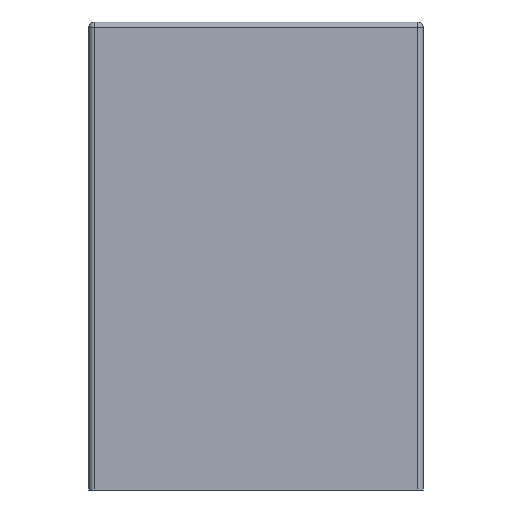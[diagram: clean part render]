
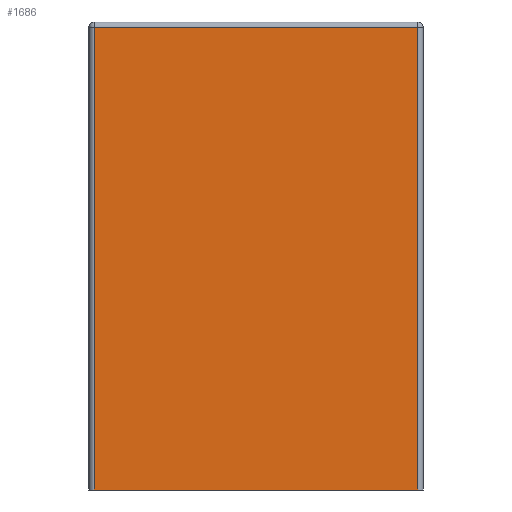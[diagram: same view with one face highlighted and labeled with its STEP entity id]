
A CAD part, left-side view. The second image highlights one B-rep face of the part: STEP entity #1686.
In plain terms, the highlighted planar face has unit normal (-1, 0, 0).
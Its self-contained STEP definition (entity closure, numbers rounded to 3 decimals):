
#46=DIRECTION('',(0.,-1.,0.));
#47=VECTOR('',#46,29.);
#48=CARTESIAN_POINT('',(-17.5,14.5,0.));
#49=LINE('',#48,#47);
#554=DIRECTION('',(0.,0.,1.));
#555=VECTOR('',#554,41.5);
#556=CARTESIAN_POINT('',(-17.5,14.5,0.));
#557=LINE('',#556,#555);
#558=DIRECTION('',(0.,-1.,0.));
#559=VECTOR('',#558,29.);
#560=CARTESIAN_POINT('',(-17.5,14.5,41.5));
#561=LINE('',#560,#559);
#562=DIRECTION('',(0.,0.,1.));
#563=VECTOR('',#562,41.5);
#564=CARTESIAN_POINT('',(-17.5,-14.5,0.));
#565=LINE('',#564,#563);
#861=CARTESIAN_POINT('',(-17.5,14.5,41.5));
#862=VERTEX_POINT('',#861);
#863=CARTESIAN_POINT('',(-17.5,14.5,0.));
#865=VERTEX_POINT('',#863);
#905=CARTESIAN_POINT('',(-17.5,-14.5,41.5));
#906=VERTEX_POINT('',#905);
#908=CARTESIAN_POINT('',(-17.5,-14.5,0.));
#910=VERTEX_POINT('',#908);
#1673=CARTESIAN_POINT('',(-17.5,15.,0.));
#1674=DIRECTION('',(-1.,0.,0.));
#1675=DIRECTION('',(0.,-1.,0.));
#1676=AXIS2_PLACEMENT_3D('',#1673,#1674,#1675);
#1677=PLANE('',#1676);
#1679=ORIENTED_EDGE('',*,*,#1678,.T.);
#1681=ORIENTED_EDGE('',*,*,#1680,.T.);
#1682=ORIENTED_EDGE('',*,*,#1658,.F.);
#1683=ORIENTED_EDGE('',*,*,#992,.F.);
#1684=EDGE_LOOP('',(#1679,#1681,#1682,#1683));
#1685=FACE_OUTER_BOUND('',#1684,.F.);
#1686=ADVANCED_FACE('',(#1685),#1677,.T.);
#992=EDGE_CURVE('',#865,#910,#49,.T.);
#1658=EDGE_CURVE('',#910,#906,#565,.T.);
#1678=EDGE_CURVE('',#865,#862,#557,.T.);
#1680=EDGE_CURVE('',#862,#906,#561,.T.);
